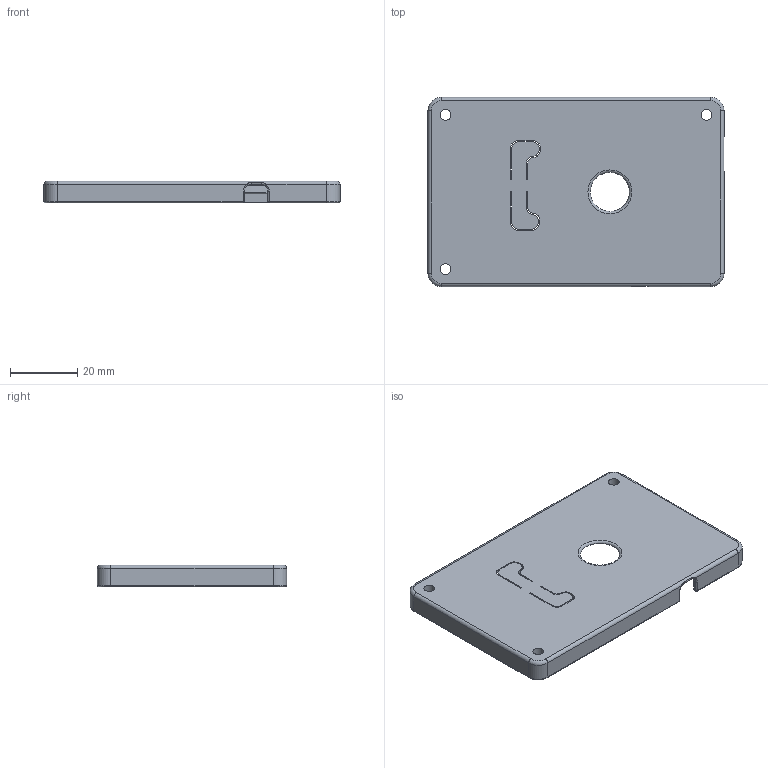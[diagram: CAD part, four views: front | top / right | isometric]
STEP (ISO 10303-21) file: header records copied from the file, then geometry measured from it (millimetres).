
FILE_DESCRIPTION(/* description */ (''),/* implementation_level */ '2;1');
FILE_NAME(/* name */ 'V1.3-case-topside-A.stp',/* time_stamp */ '2023-04-28T11:18:50+01:00',/* author */ ('dheard'),/* organization */ (''),/* preprocessor_version */ 'ST-DEVELOPER v19',/* originating_system */ 'Autodesk Inventor 2023',/* authorisation */ '');
FILE_SCHEMA (('AUTOMOTIVE_DESIGN { 1 0 10303 214 3 1 1 }'));
Length unit declared in the file: millimetre
Products named in the file (1): case-topsideV1.3_A
Bounding box: 88.09 x 56.33 x 6.5 mm (x, y, z)
Volume: 7829.3 mm3; surface area: 14324.3 mm2
Topology: 1 solids, 1 shells, 387 faces, 1013 edges, 634 vertices
Faces by surface type: plane 146, cylinder 136, torus 62, bspline 39, sphere 4
Full cylindrical faces by diameter (mm): 3.2 x3, 4 x2, 7.2 x3, 42.8 x1
Entity records: 13642 total; most frequent: CARTESIAN_POINT 4079, ORIENTED_EDGE 2024, DIRECTION 1999, EDGE_CURVE 1012, AXIS2_PLACEMENT_3D 734, VERTEX_POINT 634, LINE 531, VECTOR 531
